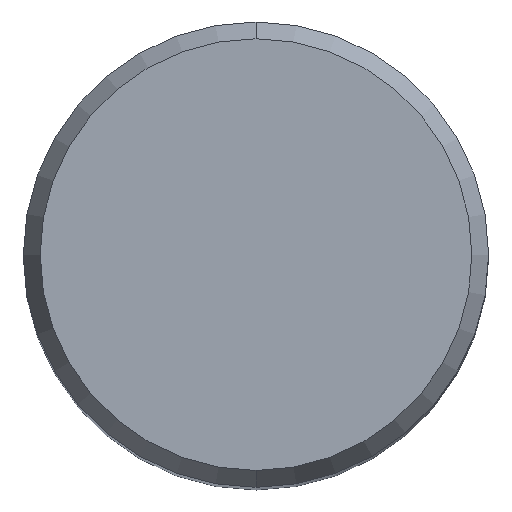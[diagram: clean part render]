
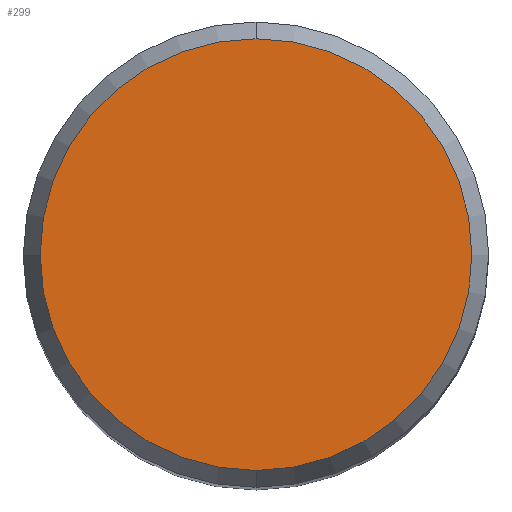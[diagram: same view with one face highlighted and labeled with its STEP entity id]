
A CAD part, top view. The second image highlights one B-rep face of the part: STEP entity #299.
In plain terms, the highlighted planar face has unit normal (0, 0, 1).
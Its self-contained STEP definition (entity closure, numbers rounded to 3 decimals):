
#273=VERTEX_POINT('',#577);
#299=ADVANCED_FACE('',(#605),#606,.T.);
#313=EDGE_CURVE('',#273,#373,#620,.T.);
#373=VERTEX_POINT('',#690);
#399=EDGE_CURVE('',#373,#273,#717,.T.);
#577=CARTESIAN_POINT('',(0.,-7.423,52.402));
#605=FACE_OUTER_BOUND('',#1077,.T.);
#606=PLANE('',#1078);
#620=CIRCLE('',#1099,7.423);
#690=CARTESIAN_POINT('',(0.0,7.423,52.402));
#717=CIRCLE('',#1295,7.423);
#1077=EDGE_LOOP('',(#1591,#1592));
#1078=AXIS2_PLACEMENT_3D('',#1593,#1594,#1595);
#1099=AXIS2_PLACEMENT_3D('',#1599,#1600,#1601);
#1295=AXIS2_PLACEMENT_3D('',#1710,#1711,#1712);
#1591=ORIENTED_EDGE('',*,*,#399,.F.);
#1592=ORIENTED_EDGE('',*,*,#313,.F.);
#1593=CARTESIAN_POINT('',(0.0,3.711,52.402));
#1594=DIRECTION('',(-0.0,0.0,1.0));
#1595=DIRECTION('',(0.0,-1.0,0.0));
#1599=CARTESIAN_POINT('',(0.0,0.0,52.402));
#1600=DIRECTION('',(0.0,0.0,-1.0));
#1601=DIRECTION('',(0.0,1.0,0.0));
#1710=CARTESIAN_POINT('',(0.0,0.0,52.402));
#1711=DIRECTION('',(0.0,0.0,-1.0));
#1712=DIRECTION('',(0.0,1.0,0.0));
